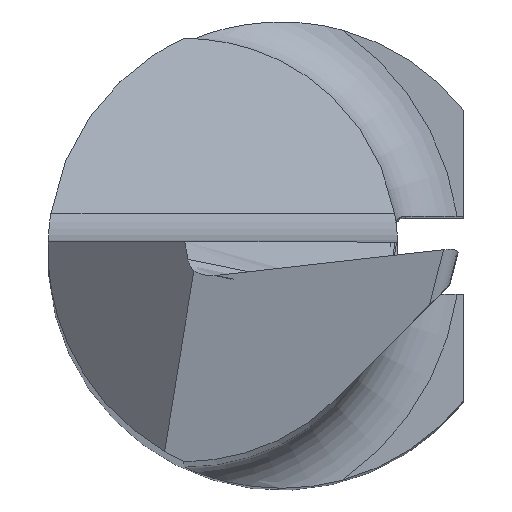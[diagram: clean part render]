
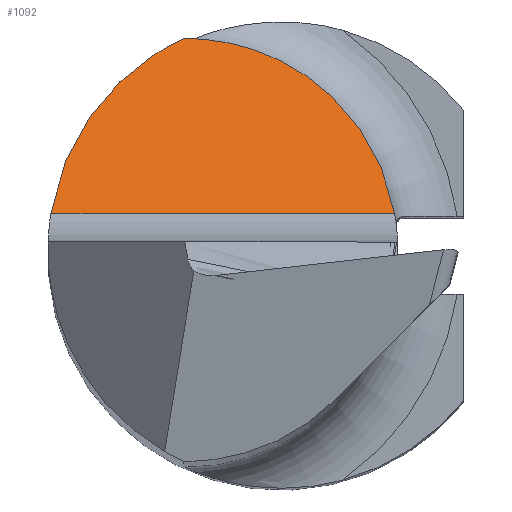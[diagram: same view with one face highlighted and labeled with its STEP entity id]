
A CAD part, top view. The second image highlights one B-rep face of the part: STEP entity #1092.
In plain terms, the highlighted planar face has unit normal (0, 0.766, 0.643).
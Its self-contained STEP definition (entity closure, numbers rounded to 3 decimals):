
#98 = CARTESIAN_POINT ( 'NONE',  ( 0.141, 2.74, 49.782 ) ) ;
#100 = FACE_OUTER_BOUND ( 'NONE', #171, .T. ) ;
#108 = EDGE_CURVE ( 'NONE', #263, #982, #164, .T. ) ;
#119 = ORIENTED_EDGE ( 'NONE', *, *, #549, .T. ) ;
#164 =( BOUNDED_CURVE ( )  B_SPLINE_CURVE ( 3, ( #178, #915, #362, #659 ),
 .UNSPECIFIED., .F., .F. ) 
 B_SPLINE_CURVE_WITH_KNOTS ( ( 4, 4 ),
 ( 4.871, 5.852 ),
 .UNSPECIFIED. ) 
 CURVE ( )  GEOMETRIC_REPRESENTATION_ITEM ( )  RATIONAL_B_SPLINE_CURVE ( ( 1., 0.921, 0.921, 1. ) ) 
 REPRESENTATION_ITEM ( '' )  );
#171 = EDGE_LOOP ( 'NONE', ( #616, #119, #440 ) ) ;
#173 = PLANE ( 'NONE',  #537 ) ;
#175 = CARTESIAN_POINT ( 'NONE',  ( 1.215, 1.849, 50.844 ) ) ;
#178 = CARTESIAN_POINT ( 'NONE',  ( -2.962, 0.474, 52.482 ) ) ;
#263 = VERTEX_POINT ( 'NONE', #1025 ) ;
#287 = VERTEX_POINT ( 'NONE', #425 ) ;
#362 = CARTESIAN_POINT ( 'NONE',  ( -2.183, 2.297, 50.31 ) ) ;
#369 = DIRECTION ( 'NONE',  ( 0., -0.766, -0.643 ) ) ;
#389 =( BOUNDED_CURVE ( )  B_SPLINE_CURVE ( 3, ( #758, #175, #98, #582 ),
 .UNSPECIFIED., .F., .F. ) 
 B_SPLINE_CURVE_WITH_KNOTS ( ( 4, 4 ),
 ( 4.887, 6.294 ),
 .UNSPECIFIED. ) 
 CURVE ( )  GEOMETRIC_REPRESENTATION_ITEM ( )  RATIONAL_B_SPLINE_CURVE ( ( 1., 0.842, 0.842, 1. ) ) 
 REPRESENTATION_ITEM ( '' )  );
#425 = CARTESIAN_POINT ( 'NONE',  ( 1.458, 0.474, 52.482 ) ) ;
#434 = VECTOR ( 'NONE', #687, 1000. ) ;
#440 = ORIENTED_EDGE ( 'NONE', *, *, #108, .F. ) ;
#459 = CARTESIAN_POINT ( 'NONE',  ( -3., 0.474, 52.482 ) ) ;
#537 = AXIS2_PLACEMENT_3D ( 'NONE', #459, #369, #747 ) ;
#549 = EDGE_CURVE ( 'NONE', #287, #982, #389, .T. ) ;
#582 = CARTESIAN_POINT ( 'NONE',  ( -1.255, 2.725, 49.8 ) ) ;
#616 = ORIENTED_EDGE ( 'NONE', *, *, #887, .T. ) ;
#659 = CARTESIAN_POINT ( 'NONE',  ( -1.255, 2.725, 49.8 ) ) ;
#687 = DIRECTION ( 'NONE',  ( 1., 0., 0. ) ) ;
#736 = CARTESIAN_POINT ( 'NONE',  ( -1.255, 2.725, 49.8 ) ) ;
#747 = DIRECTION ( 'NONE',  ( 0., 0.643, -0.766 ) ) ;
#758 = CARTESIAN_POINT ( 'NONE',  ( 1.458, 0.474, 52.482 ) ) ;
#887 = EDGE_CURVE ( 'NONE', #263, #287, #1130, .T. ) ;
#915 = CARTESIAN_POINT ( 'NONE',  ( -2.801, 1.483, 51.28 ) ) ;
#982 = VERTEX_POINT ( 'NONE', #736 ) ;
#1025 = CARTESIAN_POINT ( 'NONE',  ( -2.962, 0.474, 52.482 ) ) ;
#1036 = CARTESIAN_POINT ( 'NONE',  ( -3., 0.474, 52.482 ) ) ;
#1092 = ADVANCED_FACE ( 'NONE', ( #100 ), #173, .F. ) ;
#1130 = LINE ( 'NONE', #1036, #434 ) ;
